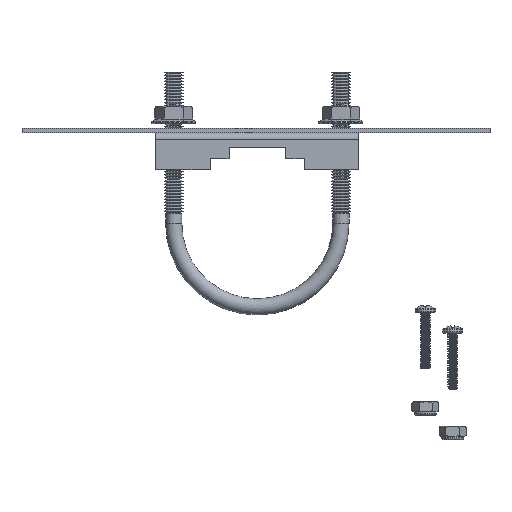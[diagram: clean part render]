
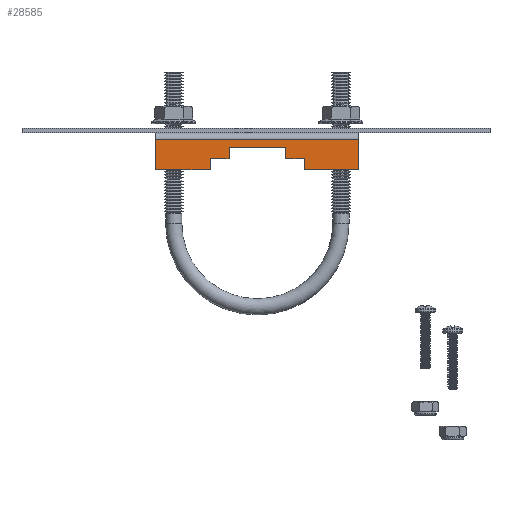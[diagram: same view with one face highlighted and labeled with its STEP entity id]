
A CAD part, front view. The second image highlights one B-rep face of the part: STEP entity #28585.
In plain terms, the highlighted planar face has unit normal (0, -1, 0).
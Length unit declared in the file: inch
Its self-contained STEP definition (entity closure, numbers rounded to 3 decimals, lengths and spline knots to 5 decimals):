
#141 = VERTEX_POINT ( 'NONE', #4821 ) ;
#142 = VERTEX_POINT ( 'NONE', #4822 ) ;
#143 = VERTEX_POINT ( 'NONE', #4823 ) ;
#144 = VERTEX_POINT ( 'NONE', #4824 ) ;
#145 = VERTEX_POINT ( 'NONE', #4825 ) ;
#146 = VERTEX_POINT ( 'NONE', #4826 ) ;
#147 = VERTEX_POINT ( 'NONE', #4827 ) ;
#150 = VERTEX_POINT ( 'NONE', #4830 ) ;
#154 = VERTEX_POINT ( 'NONE', #4834 ) ;
#156 = VERTEX_POINT ( 'NONE', #4836 ) ;
#162 = VERTEX_POINT ( 'NONE', #4842 ) ;
#173 = VERTEX_POINT ( 'NONE', #4853 ) ;
#1511 = EDGE_LOOP ( 'NONE', ( #30275, #30276, #30277, #30278, #30279, #30280, #30281, #30282, #30283, #30284, #30285, #30286 ) ) ;
#4821 = CARTESIAN_POINT ( 'NONE',  ( -0.7085, -0.5, 0.625 ) ) ;
#4822 = CARTESIAN_POINT ( 'NONE',  ( -0.8545, -0.5, 0.625 ) ) ;
#4823 = CARTESIAN_POINT ( 'NONE',  ( -0.8545, -0.5, -0.374 ) ) ;
#4824 = CARTESIAN_POINT ( 'NONE',  ( -1.11, -0.5, -1.346 ) ) ;
#4825 = CARTESIAN_POINT ( 'NONE',  ( -0.8545, -0.5, -0.625 ) ) ;
#4826 = CARTESIAN_POINT ( 'NONE',  ( -1.0005, -0.5, 0.374 ) ) ;
#4827 = CARTESIAN_POINT ( 'NONE',  ( -0.7085, -0.5, 1.346 ) ) ;
#4830 = CARTESIAN_POINT ( 'NONE',  ( -1.0005, -0.5, -0.374 ) ) ;
#4834 = CARTESIAN_POINT ( 'NONE',  ( -0.8545, -0.5, 0.374 ) ) ;
#4836 = CARTESIAN_POINT ( 'NONE',  ( -0.7085, -0.5, -1.346 ) ) ;
#4842 = CARTESIAN_POINT ( 'NONE',  ( -0.7085, -0.5, -0.625 ) ) ;
#4853 = CARTESIAN_POINT ( 'NONE',  ( -1.11, -0.5, 1.346 ) ) ;
#12791 = FACE_OUTER_BOUND ( 'NONE', #1511, .T. ) ;
#13260 = AXIS2_PLACEMENT_3D ( 'NONE', #14161, #14162, #14163 ) ;
#14141 = PLANE ( 'NONE',  #13260 ) ;
#14161 = CARTESIAN_POINT ( 'NONE',  ( -1.14, -0.5, 1.346 ) ) ;
#14162 = DIRECTION ( 'NONE',  ( 0., 1., 0. ) ) ;
#14163 = DIRECTION ( 'NONE',  ( 0., 0., 1. ) ) ;
#16112 = CARTESIAN_POINT ( 'NONE',  ( -0.7085, -0.5, -2.24138 ) ) ;
#16115 = DIRECTION ( 'NONE',  ( 0., 0., -1. ) ) ;
#16178 = DIRECTION ( 'NONE',  ( -1., 0., 0. ) ) ;
#16185 = CARTESIAN_POINT ( 'NONE',  ( -1.14, -0.5, 1.346 ) ) ;
#16195 = CARTESIAN_POINT ( 'NONE',  ( -1.11, -0.5, 1.346 ) ) ;
#16205 = DIRECTION ( 'NONE',  ( 0., 0., -1. ) ) ;
#16209 = CARTESIAN_POINT ( 'NONE',  ( -1.14, -0.5, -1.346 ) ) ;
#16212 = DIRECTION ( 'NONE',  ( -1., 0., 0. ) ) ;
#16214 = CARTESIAN_POINT ( 'NONE',  ( -0.7085, -0.5, -0.625 ) ) ;
#16217 = DIRECTION ( 'NONE',  ( 1., 0., 0. ) ) ;
#16219 = CARTESIAN_POINT ( 'NONE',  ( -0.8545, -0.5, -0.374 ) ) ;
#16222 = DIRECTION ( 'NONE',  ( 0., 0., -1. ) ) ;
#16224 = CARTESIAN_POINT ( 'NONE',  ( -0.8545, -0.5, -0.374 ) ) ;
#16227 = DIRECTION ( 'NONE',  ( 1., 0., 0. ) ) ;
#16229 = CARTESIAN_POINT ( 'NONE',  ( -1.0005, -0.5, 0.374 ) ) ;
#16232 = DIRECTION ( 'NONE',  ( 0., 0., -1. ) ) ;
#16234 = CARTESIAN_POINT ( 'NONE',  ( -0.8545, -0.5, 0.374 ) ) ;
#16237 = DIRECTION ( 'NONE',  ( -1., 0., 0. ) ) ;
#16239 = CARTESIAN_POINT ( 'NONE',  ( -0.8545, -0.5, 0.625 ) ) ;
#16242 = DIRECTION ( 'NONE',  ( 0., 0., -1. ) ) ;
#16244 = CARTESIAN_POINT ( 'NONE',  ( -0.7085, -0.5, 0.625 ) ) ;
#16247 = DIRECTION ( 'NONE',  ( -1., 0., 0. ) ) ;
#16249 = CARTESIAN_POINT ( 'NONE',  ( -0.7085, -0.5, -2.24138 ) ) ;
#16252 = DIRECTION ( 'NONE',  ( 0., 0., -1. ) ) ;
#16549 = LINE ( 'NONE', #16112, #16552 ) ;
#16552 = VECTOR ( 'NONE', #16115, 39.37008 ) ;
#16572 = LINE ( 'NONE', #16195, #16580 ) ;
#16576 = LINE ( 'NONE', #16185, #16578 ) ;
#16578 = VECTOR ( 'NONE', #16178, 39.37008 ) ;
#16579 = LINE ( 'NONE', #16209, #16582 ) ;
#16580 = VECTOR ( 'NONE', #16205, 39.37008 ) ;
#16581 = LINE ( 'NONE', #16214, #16584 ) ;
#16582 = VECTOR ( 'NONE', #16212, 39.37008 ) ;
#16583 = LINE ( 'NONE', #16219, #16586 ) ;
#16584 = VECTOR ( 'NONE', #16217, 39.37008 ) ;
#16585 = LINE ( 'NONE', #16224, #16588 ) ;
#16586 = VECTOR ( 'NONE', #16222, 39.37008 ) ;
#16587 = LINE ( 'NONE', #16229, #16590 ) ;
#16588 = VECTOR ( 'NONE', #16227, 39.37008 ) ;
#16589 = LINE ( 'NONE', #16234, #16592 ) ;
#16590 = VECTOR ( 'NONE', #16232, 39.37008 ) ;
#16591 = LINE ( 'NONE', #16239, #16594 ) ;
#16592 = VECTOR ( 'NONE', #16237, 39.37008 ) ;
#16593 = LINE ( 'NONE', #16244, #16596 ) ;
#16594 = VECTOR ( 'NONE', #16242, 39.37008 ) ;
#16595 = LINE ( 'NONE', #16249, #16598 ) ;
#16596 = VECTOR ( 'NONE', #16247, 39.37008 ) ;
#16598 = VECTOR ( 'NONE', #16252, 39.37008 ) ;
#28585 = ADVANCED_FACE ( 'NONE', ( #12791 ), #14141, .F. ) ;
#28863 = EDGE_CURVE ( 'NONE', #162, #156, #16549, .T. ) ;
#28878 = EDGE_CURVE ( 'NONE', #147, #173, #16576, .T. ) ;
#28879 = EDGE_CURVE ( 'NONE', #173, #144, #16572, .T. ) ;
#28880 = EDGE_CURVE ( 'NONE', #156, #144, #16579, .T. ) ;
#28881 = EDGE_CURVE ( 'NONE', #145, #162, #16581, .T. ) ;
#28882 = EDGE_CURVE ( 'NONE', #143, #145, #16583, .T. ) ;
#28883 = EDGE_CURVE ( 'NONE', #150, #143, #16585, .T. ) ;
#28884 = EDGE_CURVE ( 'NONE', #146, #150, #16587, .T. ) ;
#28885 = EDGE_CURVE ( 'NONE', #154, #146, #16589, .T. ) ;
#28886 = EDGE_CURVE ( 'NONE', #142, #154, #16591, .T. ) ;
#28887 = EDGE_CURVE ( 'NONE', #141, #142, #16593, .T. ) ;
#28888 = EDGE_CURVE ( 'NONE', #147, #141, #16595, .T. ) ;
#30275 = ORIENTED_EDGE ( 'NONE', *, *, #28878, .T. ) ;
#30276 = ORIENTED_EDGE ( 'NONE', *, *, #28879, .T. ) ;
#30277 = ORIENTED_EDGE ( 'NONE', *, *, #28880, .F. ) ;
#30278 = ORIENTED_EDGE ( 'NONE', *, *, #28863, .F. ) ;
#30279 = ORIENTED_EDGE ( 'NONE', *, *, #28881, .F. ) ;
#30280 = ORIENTED_EDGE ( 'NONE', *, *, #28882, .F. ) ;
#30281 = ORIENTED_EDGE ( 'NONE', *, *, #28883, .F. ) ;
#30282 = ORIENTED_EDGE ( 'NONE', *, *, #28884, .F. ) ;
#30283 = ORIENTED_EDGE ( 'NONE', *, *, #28885, .F. ) ;
#30284 = ORIENTED_EDGE ( 'NONE', *, *, #28886, .F. ) ;
#30285 = ORIENTED_EDGE ( 'NONE', *, *, #28887, .F. ) ;
#30286 = ORIENTED_EDGE ( 'NONE', *, *, #28888, .F. ) ;
